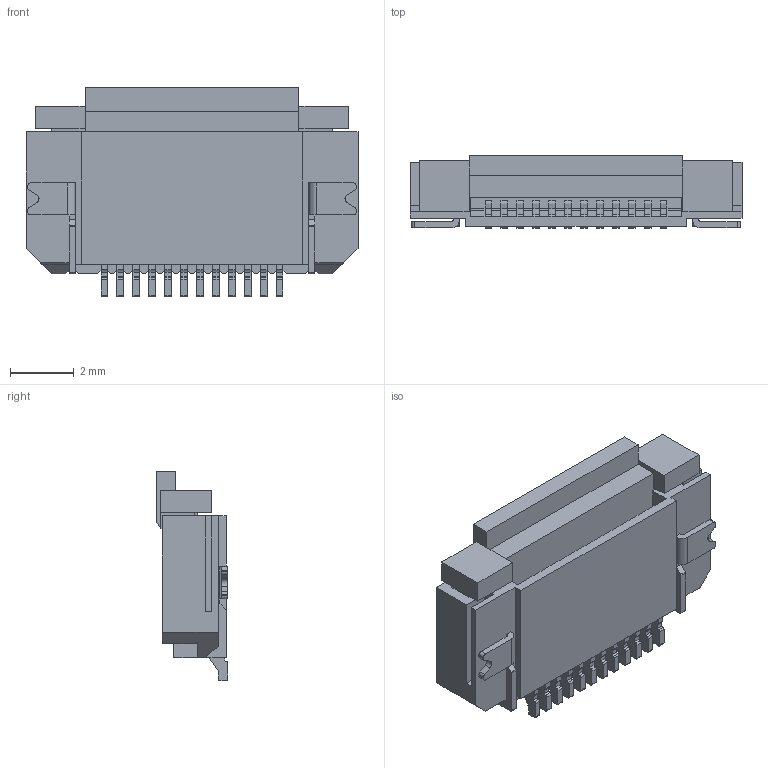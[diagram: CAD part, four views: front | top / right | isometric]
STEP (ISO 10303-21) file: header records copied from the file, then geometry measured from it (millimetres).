
FILE_DESCRIPTION((''),'2;1');
FILE_NAME('FFC05011-12P_ASM','2018-11-15T',('gongcheng6'),(''),'PRO/ENGINEER BY PARAMETRIC TECHNOLOGY CORPORATION, 2010280','PRO/ENGINEER BY PARAMETRIC TECHNOLOGY CORPORATION, 2010280','');
FILE_SCHEMA(('CONFIG_CONTROL_DESIGN'));
Length unit declared in the file: millimetre
Products named in the file (1): FFC05011-12P_ASM
Bounding box: 10.4 x 2.25 x 6.57 mm (x, y, z)
Volume: 76.8 mm3; surface area: 335.6 mm2
Topology: 1 solids, 1 shells, 1178 faces, 3338 edges, 2152 vertices
Faces by surface type: plane 829, cylinder 349
Entity records: 37888 total; most frequent: ORIENTED_EDGE 6676, CARTESIAN_POINT 6668, DIRECTION 6442, EDGE_CURVE 3338, VECTOR 2590, LINE 2590, VERTEX_POINT 2152, AXIS2_PLACEMENT_3D 1926
